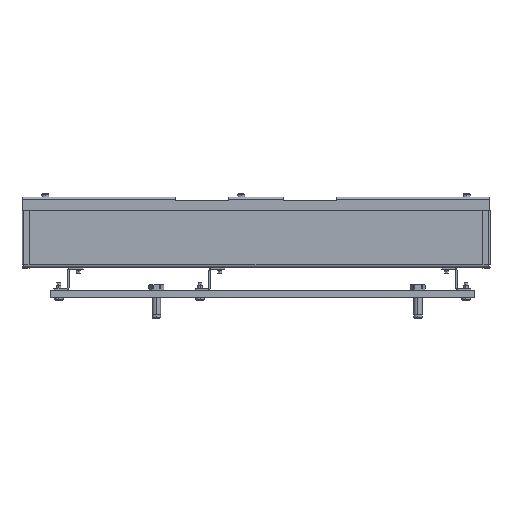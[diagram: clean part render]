
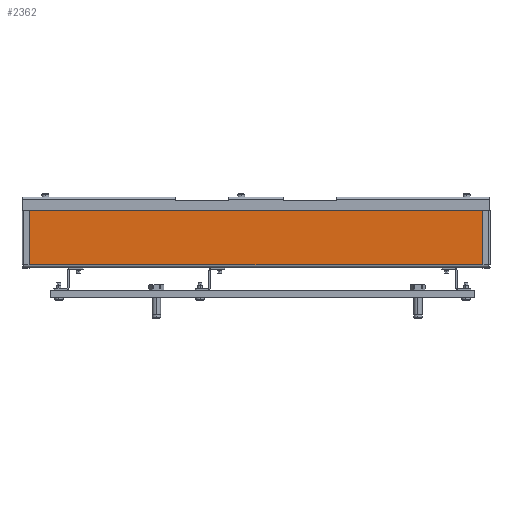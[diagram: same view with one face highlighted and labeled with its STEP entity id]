
A CAD part, left-side view. The second image highlights one B-rep face of the part: STEP entity #2362.
In plain terms, the highlighted planar face has unit normal (-1, 0, 0).
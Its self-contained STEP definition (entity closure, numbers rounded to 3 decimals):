
#2362=ADVANCED_FACE('',(#4504),#4505,.T.);
#4504=FACE_OUTER_BOUND('',#6597,.T.);
#4505=PLANE('',#6598);
#6597=EDGE_LOOP('',(#12105,#12106,#12107,#12108,#12109,#12110));
#6598=AXIS2_PLACEMENT_3D('',#12111,#12112,#12113);
#12105=ORIENTED_EDGE('',*,*,#14721,.T.);
#12106=ORIENTED_EDGE('',*,*,#14630,.F.);
#12107=ORIENTED_EDGE('',*,*,#14626,.T.);
#12108=ORIENTED_EDGE('',*,*,#14724,.F.);
#12109=ORIENTED_EDGE('',*,*,#14591,.F.);
#12110=ORIENTED_EDGE('',*,*,#14611,.T.);
#12111=CARTESIAN_POINT('',(1.6,659.5,113.85));
#12112=DIRECTION('',(-1.0,0.0,0.0));
#12113=DIRECTION('',(0.0,0.0,-1.0));
#14591=EDGE_CURVE('',#17866,#17861,#17868,.T.);
#14611=EDGE_CURVE('',#17866,#17896,#17898,.T.);
#14626=EDGE_CURVE('',#17920,#17918,#17921,.T.);
#14630=EDGE_CURVE('',#17920,#17926,#17927,.T.);
#14721=EDGE_CURVE('',#17896,#17926,#18044,.T.);
#14724=EDGE_CURVE('',#17861,#17918,#18047,.T.);
#17861=VERTEX_POINT('',#22535);
#17866=VERTEX_POINT('',#22541);
#17868=LINE('',#22543,#22544);
#17896=VERTEX_POINT('',#22583);
#17898=LINE('',#22586,#22587);
#17918=VERTEX_POINT('',#22616);
#17920=VERTEX_POINT('',#22618);
#17921=LINE('',#22619,#22620);
#17926=VERTEX_POINT('',#22626);
#17927=LINE('',#22627,#22628);
#18044=LINE('',#22789,#22790);
#18047=LINE('',#22794,#22795);
#22535=CARTESIAN_POINT('',(1.6,660.45,152.1));
#22541=CARTESIAN_POINT('',(1.6,660.45,75.6));
#22543=CARTESIAN_POINT('',(1.6,660.45,75.6));
#22544=VECTOR('',#25153,1.0);
#22583=CARTESIAN_POINT('',(1.6,659.5,75.6));
#22586=CARTESIAN_POINT('',(1.6,660.45,75.6));
#22587=VECTOR('',#25172,1.0);
#22616=CARTESIAN_POINT('',(1.6,1.55,152.1));
#22618=CARTESIAN_POINT('',(1.6,1.55,75.6));
#22619=CARTESIAN_POINT('',(1.6,1.55,75.6));
#22620=VECTOR('',#25185,1.0);
#22626=CARTESIAN_POINT('',(1.6,2.5,75.6));
#22627=CARTESIAN_POINT('',(1.6,1.55,75.6));
#22628=VECTOR('',#25190,1.0);
#22789=CARTESIAN_POINT('',(1.6,659.5,75.6));
#22790=VECTOR('',#25277,1.0);
#22794=CARTESIAN_POINT('',(1.6,659.5,152.1));
#22795=VECTOR('',#25279,1.0);
#25153=DIRECTION('',(0.0,0.0,1.0));
#25172=DIRECTION('',(0.0,-1.0,0.0));
#25185=DIRECTION('',(0.0,0.0,1.0));
#25190=DIRECTION('',(0.0,1.0,0.0));
#25277=DIRECTION('',(0.0,-1.0,0.0));
#25279=DIRECTION('',(0.0,-1.0,0.0));
